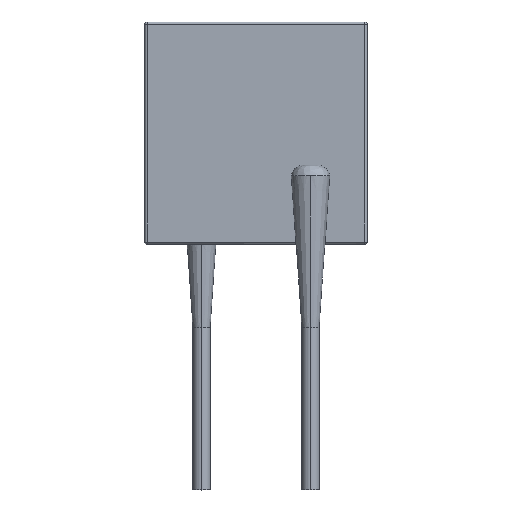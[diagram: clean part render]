
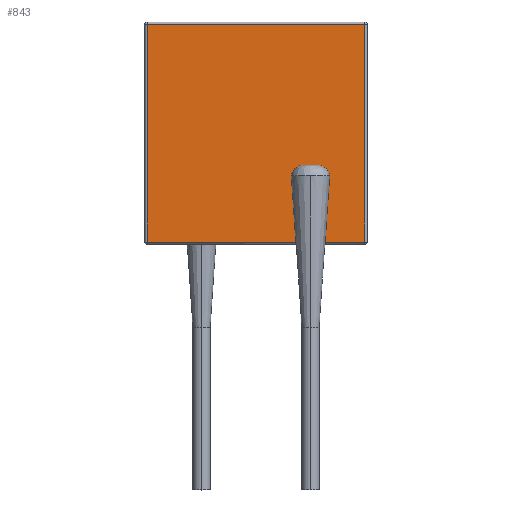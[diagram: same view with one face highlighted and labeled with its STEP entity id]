
A CAD part, top view. The second image highlights one B-rep face of the part: STEP entity #843.
In plain terms, the highlighted planar face has unit normal (0, 0, 1).
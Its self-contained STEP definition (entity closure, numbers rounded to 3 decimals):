
#204=DIRECTION('',(1.,0.,0.));
#205=VECTOR('',#204,6.966);
#206=CARTESIAN_POINT('',(-5.1,-5.1,0.6));
#207=LINE('',#206,#205);
#208=DIRECTION('',(0.,-1.,0.));
#209=VECTOR('',#208,10.2);
#210=CARTESIAN_POINT('',(-5.1,5.1,0.6));
#211=LINE('',#210,#209);
#212=DIRECTION('',(-1.,0.,0.));
#213=VECTOR('',#212,10.2);
#214=CARTESIAN_POINT('',(5.1,5.1,0.6));
#215=LINE('',#214,#213);
#216=DIRECTION('',(0.,1.,0.));
#217=VECTOR('',#216,10.2);
#218=CARTESIAN_POINT('',(5.1,-5.1,0.6));
#219=LINE('',#218,#217);
#220=DIRECTION('',(1.,0.,0.));
#221=VECTOR('',#220,1.866);
#222=CARTESIAN_POINT('',(3.234,-5.1,0.6));
#223=LINE('',#222,#221);
#224=DIRECTION('',(0.07,0.998,0.));
#225=VECTOR('',#224,3.108);
#226=CARTESIAN_POINT('',(3.234,-5.1,0.6));
#227=LINE('',#226,#225);
#228=DIRECTION('',(1.,0.,0.));
#229=VECTOR('',#228,0.617);
#230=CARTESIAN_POINT('',(2.242,-1.5,0.6));
#231=LINE('',#230,#229);
#232=DIRECTION('',(-0.07,0.998,0.));
#233=VECTOR('',#232,3.108);
#234=CARTESIAN_POINT('',(1.866,-5.1,0.6));
#235=LINE('',#234,#233);
#295=CARTESIAN_POINT('',(2.242,-2.1,0.6));
#296=DIRECTION('',(0.,0.,-1.));
#297=DIRECTION('',(-0.986,0.167,0.));
#298=AXIS2_PLACEMENT_3D('',#295,#296,#297);
#300=CARTESIAN_POINT('',(2.858,-2.1,0.6));
#301=DIRECTION('',(0.,0.,-1.));
#302=DIRECTION('',(0.,1.,0.));
#303=AXIS2_PLACEMENT_3D('',#300,#301,#302);
#467=CARTESIAN_POINT('',(-5.1,-5.1,0.6));
#468=CARTESIAN_POINT('',(1.866,-5.1,0.6));
#469=VERTEX_POINT('',#467);
#470=VERTEX_POINT('',#468);
#489=CARTESIAN_POINT('',(-5.1,5.1,0.6));
#490=VERTEX_POINT('',#489);
#491=CARTESIAN_POINT('',(3.234,-5.1,0.6));
#492=CARTESIAN_POINT('',(5.1,-5.1,0.6));
#493=VERTEX_POINT('',#491);
#494=VERTEX_POINT('',#492);
#507=CARTESIAN_POINT('',(5.1,5.1,0.6));
#508=VERTEX_POINT('',#507);
#527=CARTESIAN_POINT('',(3.45,-2.,0.6));
#528=VERTEX_POINT('',#527);
#529=CARTESIAN_POINT('',(1.65,-2.,0.6));
#530=VERTEX_POINT('',#529);
#539=CARTESIAN_POINT('',(2.858,-1.5,0.6));
#540=CARTESIAN_POINT('',(2.242,-1.5,0.6));
#541=VERTEX_POINT('',#539);
#542=VERTEX_POINT('',#540);
#819=CARTESIAN_POINT('',(0.,0.,0.6));
#820=DIRECTION('',(0.,0.,1.));
#821=DIRECTION('',(1.,0.,0.));
#822=AXIS2_PLACEMENT_3D('',#819,#820,#821);
#823=PLANE('',#822);
#824=ORIENTED_EDGE('',*,*,#759,.F.);
#825=ORIENTED_EDGE('',*,*,#787,.F.);
#826=ORIENTED_EDGE('',*,*,#810,.F.);
#828=ORIENTED_EDGE('',*,*,#827,.F.);
#830=ORIENTED_EDGE('',*,*,#829,.F.);
#832=ORIENTED_EDGE('',*,*,#831,.T.);
#834=ORIENTED_EDGE('',*,*,#833,.F.);
#836=ORIENTED_EDGE('',*,*,#835,.F.);
#838=ORIENTED_EDGE('',*,*,#837,.F.);
#840=ORIENTED_EDGE('',*,*,#839,.F.);
#841=EDGE_LOOP('',(#824,#825,#826,#828,#830,#832,#834,#836,#838,#840));
#842=FACE_OUTER_BOUND('',#841,.F.);
#299=CIRCLE('',#298,0.6);
#304=CIRCLE('',#303,0.6);
#759=EDGE_CURVE('',#469,#470,#207,.T.);
#787=EDGE_CURVE('',#490,#469,#211,.T.);
#810=EDGE_CURVE('',#508,#490,#215,.T.);
#827=EDGE_CURVE('',#494,#508,#219,.T.);
#829=EDGE_CURVE('',#493,#494,#223,.T.);
#831=EDGE_CURVE('',#493,#528,#227,.T.);
#833=EDGE_CURVE('',#541,#528,#304,.T.);
#835=EDGE_CURVE('',#542,#541,#231,.T.);
#837=EDGE_CURVE('',#530,#542,#299,.T.);
#839=EDGE_CURVE('',#470,#530,#235,.T.);
#843=ADVANCED_FACE('',(#842),#823,.T.);
